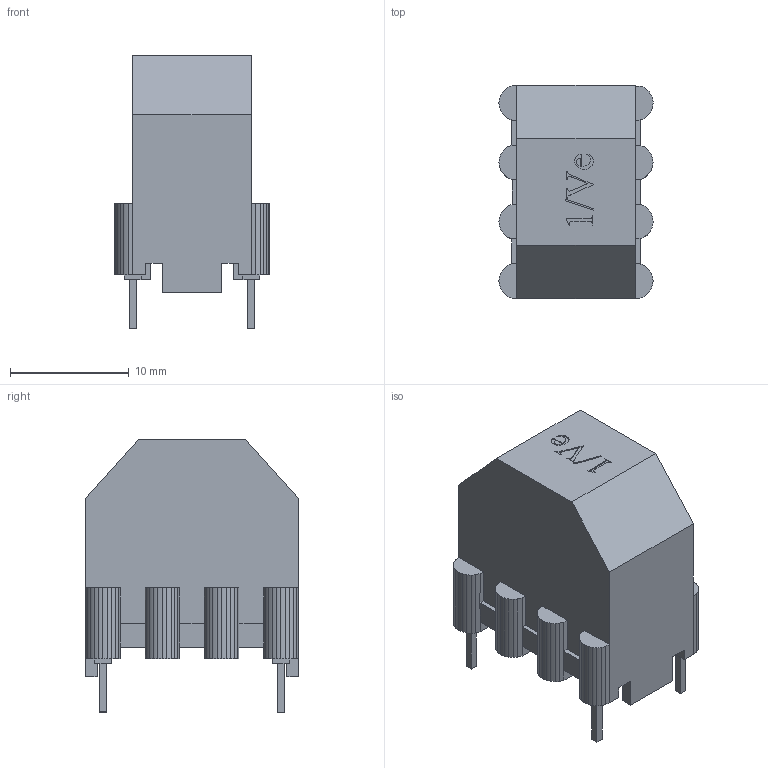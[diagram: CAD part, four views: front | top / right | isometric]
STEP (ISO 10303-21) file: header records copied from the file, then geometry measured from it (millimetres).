
FILE_DESCRIPTION(('FreeCAD Model'),'2;1');
FILE_NAME('x11ve.step','2017-10-19T10:08:39',('FreeCAD'),('FreeCAD' ),'Open CASCADE STEP processor 6.3','FreeCAD','Unknown');
FILE_SCHEMA(('AUTOMOTIVE_DESIGN_CC2 { 1 2 10303 214 -1 1 5 4 }'));
Length unit declared in the file: millimetre
Products named in the file (6): X11Ve003; X11Ve001; X11Ve; X11Ve002; X11Ve004; X11Ve005
Bounding box: 13 x 18 x 23 mm (x, y, z)
Volume: 1487.8 mm3; surface area: 3013.4 mm2
Topology: 6 solids, 6 shells, 837 faces, 2422 edges, 1607 vertices
Faces by surface type: plane 640, cylinder 197
Entity records: 61413 total; most frequent: CARTESIAN_POINT 14185, DIRECTION 8394, LINE 5580, VECTOR 5580, ORIENTED_EDGE 4844, PCURVE 4844, DEFINITIONAL_REPRESENTATION 4844, EDGE_CURVE 2422
